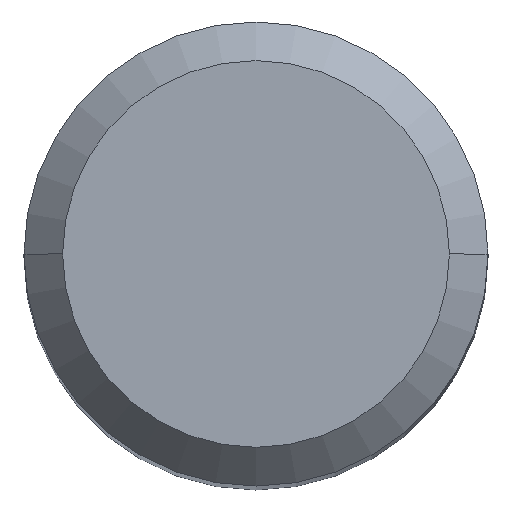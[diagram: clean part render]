
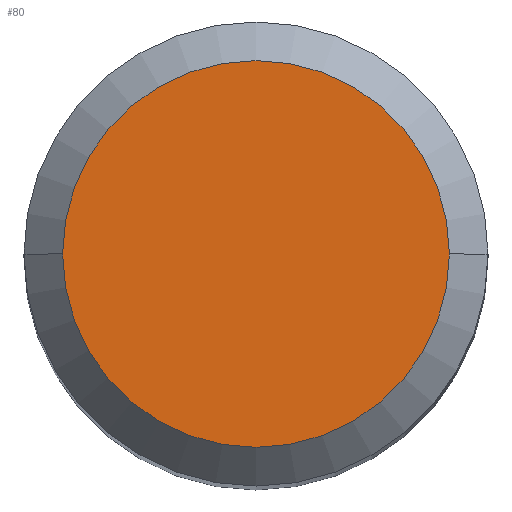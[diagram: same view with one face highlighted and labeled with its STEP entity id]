
A CAD part, top view. The second image highlights one B-rep face of the part: STEP entity #80.
In plain terms, the highlighted planar face has unit normal (0, 0, 1).
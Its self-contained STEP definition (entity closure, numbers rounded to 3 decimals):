
#10 = CIRCLE ( 'NONE', #191, 5. ) ;
#21 = CARTESIAN_POINT ( 'NONE',  ( 0., 0., 60. ) ) ;
#28 = AXIS2_PLACEMENT_3D ( 'NONE', #21, #40, #217 ) ;
#40 = DIRECTION ( 'NONE',  ( 0., 0., 1. ) ) ;
#68 = AXIS2_PLACEMENT_3D ( 'NONE', #95, #184, #257 ) ;
#80 = ADVANCED_FACE ( 'NONE', ( #138 ), #90, .T. ) ;
#90 = PLANE ( 'NONE',  #28 ) ;
#95 = CARTESIAN_POINT ( 'NONE',  ( 0., 0., 60. ) ) ;
#99 = EDGE_CURVE ( 'NONE', #195, #165, #10, .T. ) ;
#104 = EDGE_CURVE ( 'NONE', #165, #195, #243, .T. ) ;
#111 = DIRECTION ( 'NONE',  ( 0., 0., 1. ) ) ;
#136 = EDGE_LOOP ( 'NONE', ( #231, #272 ) ) ;
#138 = FACE_OUTER_BOUND ( 'NONE', #136, .T. ) ;
#165 = VERTEX_POINT ( 'NONE', #266 ) ;
#174 = CARTESIAN_POINT ( 'NONE',  ( -5., 0., 60. ) ) ;
#180 = CARTESIAN_POINT ( 'NONE',  ( 0., 0., 60. ) ) ;
#184 = DIRECTION ( 'NONE',  ( 0., 0., 1. ) ) ;
#191 = AXIS2_PLACEMENT_3D ( 'NONE', #180, #111, #203 ) ;
#195 = VERTEX_POINT ( 'NONE', #174 ) ;
#203 = DIRECTION ( 'NONE',  ( 1., 0., 0. ) ) ;
#217 = DIRECTION ( 'NONE',  ( 1., 0., 0. ) ) ;
#231 = ORIENTED_EDGE ( 'NONE', *, *, #99, .T. ) ;
#243 = CIRCLE ( 'NONE', #68, 5. ) ;
#257 = DIRECTION ( 'NONE',  ( 1., 0., 0. ) ) ;
#266 = CARTESIAN_POINT ( 'NONE',  ( 5., 0., 60. ) ) ;
#272 = ORIENTED_EDGE ( 'NONE', *, *, #104, .T. ) ;
